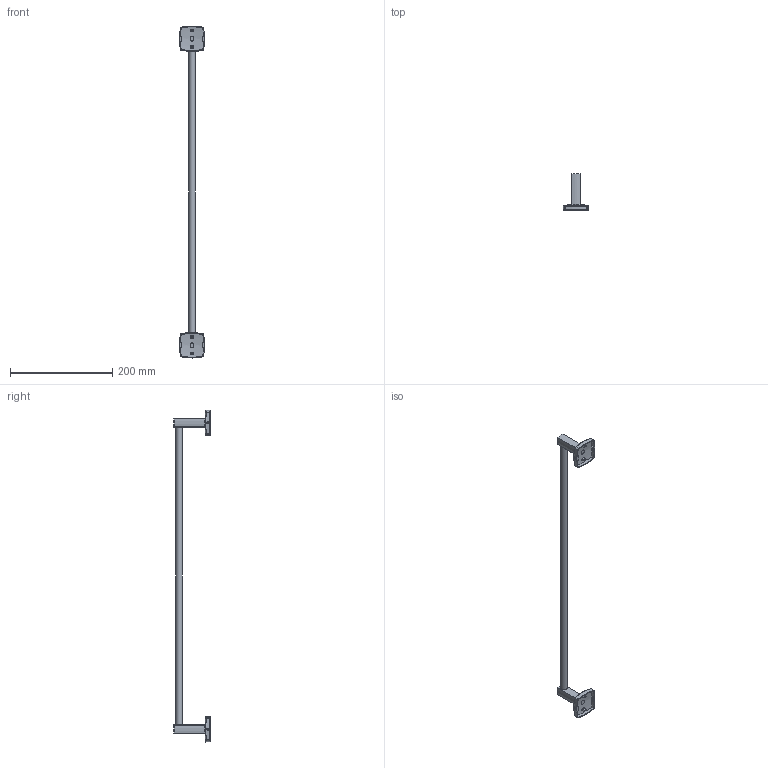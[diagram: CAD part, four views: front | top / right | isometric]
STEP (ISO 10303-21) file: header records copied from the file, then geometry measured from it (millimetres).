
FILE_DESCRIPTION(/* description */ (''),/* implementation_level */ '2;1');
FILE_NAME(/* name */ 'VY5 3D.stp',/* time_stamp */ '2021-03-15T14:25:15-04:00',/* author */ ('fbrousse'),/* organization */ (''),/* preprocessor_version */ 'ST-DEVELOPER v17',/* originating_system */ 'Autodesk Inventor 2018',/* authorisation */ '');
FILE_SCHEMA (('CONFIG_CONTROL_DESIGN'));
Length unit declared in the file: millimetre
Products named in the file (4): VY52-ACC; 028-269; 042-201; 040-223
Assembly tree (5 placements, depth 2):
  VY52-ACC
    028-269  x2
    042-201  x2
    040-223
Bounding box: 49.96 x 70.5 x 649.93 mm (x, y, z)
Volume: 57098 mm3; surface area: 73374.4 mm2
Topology: 5 solids, 5 shells, 212 faces, 472 edges, 288 vertices
Faces by surface type: cylinder 60, bspline 44, torus 40, plane 38, sphere 22, cone 8
Full cylindrical faces by diameter (mm): 4.2 x2, 5.1 x2, 12 x1, 13 x1, 13.2 x2
Entity records: 10215 total; most frequent: CARTESIAN_POINT 7715, DIRECTION 515, ORIENTED_EDGE 478, EDGE_CURVE 239, AXIS2_PLACEMENT_3D 227, VERTEX_POINT 146, CIRCLE 132, EDGE_LOOP 121
